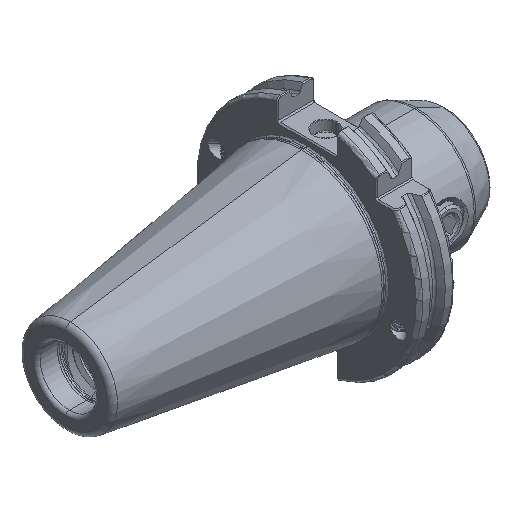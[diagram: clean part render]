
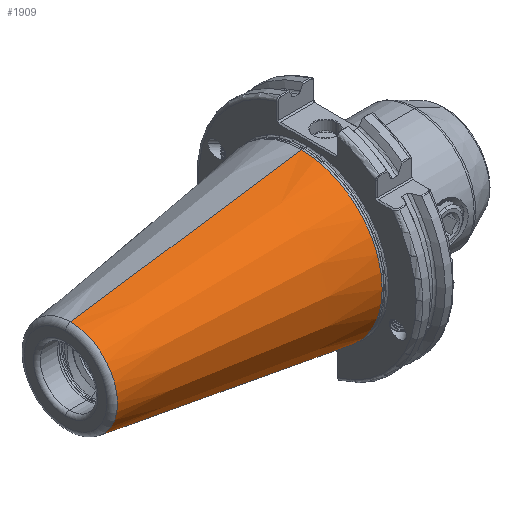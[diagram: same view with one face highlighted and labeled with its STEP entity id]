
A CAD part, isometric view. The second image highlights one B-rep face of the part: STEP entity #1909.
In plain terms, the highlighted conical face has half-angle 8.297 degrees and reference radius 35.392 mm.
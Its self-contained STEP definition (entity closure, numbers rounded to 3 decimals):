
#739 = AXIS2_PLACEMENT_3D ( 'NONE', #24618, #24636, #24643 ) ;
#740 = AXIS2_PLACEMENT_3D ( 'NONE', #25413, #25417, #25436 ) ;
#776 = AXIS2_PLACEMENT_3D ( 'NONE', #13820, #13779, #13824 ) ;
#1267 = CONICAL_SURFACE ( 'NONE', #27598, 35.392, 0.145 ) ;
#1276 = FACE_OUTER_BOUND ( 'NONE', #7934, .T. ) ;
#1635 = CIRCLE ( 'NONE', #739, 20.399 ) ;
#1665 = CIRCLE ( 'NONE', #740, 35.027 ) ;
#1909 = ADVANCED_FACE ( 'NONE', ( #1276 ), #1267, .T. ) ;
#4790 = CARTESIAN_POINT ( 'NONE',  ( -102.811, 0., 20.399 ) ) ;
#4794 = CARTESIAN_POINT ( 'NONE',  ( -102.811, 0., -20.399 ) ) ;
#4800 = CARTESIAN_POINT ( 'NONE',  ( -2.5, 0., -35.027 ) ) ;
#4853 = CARTESIAN_POINT ( 'NONE',  ( -2.5, 0., 35.027 ) ) ;
#4905 = CARTESIAN_POINT ( 'NONE',  ( -2.5, -35.027, 0. ) ) ;
#5465 = LINE ( 'NONE', #13988, #5514 ) ;
#5500 = CIRCLE ( 'NONE', #776, 35.027 ) ;
#5514 = VECTOR ( 'NONE', #13956, 1000. ) ;
#5608 = VECTOR ( 'NONE', #14033, 1000. ) ;
#5623 = LINE ( 'NONE', #14024, #5608 ) ;
#7934 = EDGE_LOOP ( 'NONE', ( #29660, #29703, #29661, #29674, #29710 ) ) ;
#8236 = EDGE_CURVE ( 'NONE', #30269, #30234, #1665, .T. ) ;
#8250 = EDGE_CURVE ( 'NONE', #30192, #30201, #1635, .T. ) ;
#8447 = EDGE_CURVE ( 'NONE', #30232, #30269, #5500, .T. ) ;
#8467 = EDGE_CURVE ( 'NONE', #30201, #30234, #5465, .T. ) ;
#8477 = EDGE_CURVE ( 'NONE', #30192, #30232, #5623, .T. ) ;
#13779 = DIRECTION ( 'NONE',  ( 1., 0., 0. ) ) ;
#13820 = CARTESIAN_POINT ( 'NONE',  ( -2.5, 0., 0. ) ) ;
#13824 = DIRECTION ( 'NONE',  ( 0., 1., 0. ) ) ;
#13956 = DIRECTION ( 'NONE',  ( 0.99, 0., -0.144 ) ) ;
#13988 = CARTESIAN_POINT ( 'NONE',  ( 0., 0., -35.392 ) ) ;
#14024 = CARTESIAN_POINT ( 'NONE',  ( 0., 0., 35.392 ) ) ;
#14033 = DIRECTION ( 'NONE',  ( 0.99, 0., 0.144 ) ) ;
#18405 = DIRECTION ( 'NONE',  ( 0., 0., -1. ) ) ;
#18411 = CARTESIAN_POINT ( 'NONE',  ( 0., 0., 0. ) ) ;
#18435 = DIRECTION ( 'NONE',  ( 1., 0., 0. ) ) ;
#24618 = CARTESIAN_POINT ( 'NONE',  ( -102.811, 0., 0. ) ) ;
#24636 = DIRECTION ( 'NONE',  ( 1., 0., 0. ) ) ;
#24643 = DIRECTION ( 'NONE',  ( 0., 0., 1. ) ) ;
#25413 = CARTESIAN_POINT ( 'NONE',  ( -2.5, 0., 0. ) ) ;
#25417 = DIRECTION ( 'NONE',  ( 1., 0., 0. ) ) ;
#25436 = DIRECTION ( 'NONE',  ( 0., 1., 0. ) ) ;
#27598 = AXIS2_PLACEMENT_3D ( 'NONE', #18411, #18435, #18405 ) ;
#29660 = ORIENTED_EDGE ( 'NONE', *, *, #8477, .F. ) ;
#29661 = ORIENTED_EDGE ( 'NONE', *, *, #8467, .T. ) ;
#29674 = ORIENTED_EDGE ( 'NONE', *, *, #8236, .F. ) ;
#29703 = ORIENTED_EDGE ( 'NONE', *, *, #8250, .T. ) ;
#29710 = ORIENTED_EDGE ( 'NONE', *, *, #8447, .F. ) ;
#30192 = VERTEX_POINT ( 'NONE', #4790 ) ;
#30201 = VERTEX_POINT ( 'NONE', #4794 ) ;
#30232 = VERTEX_POINT ( 'NONE', #4853 ) ;
#30234 = VERTEX_POINT ( 'NONE', #4800 ) ;
#30269 = VERTEX_POINT ( 'NONE', #4905 ) ;
